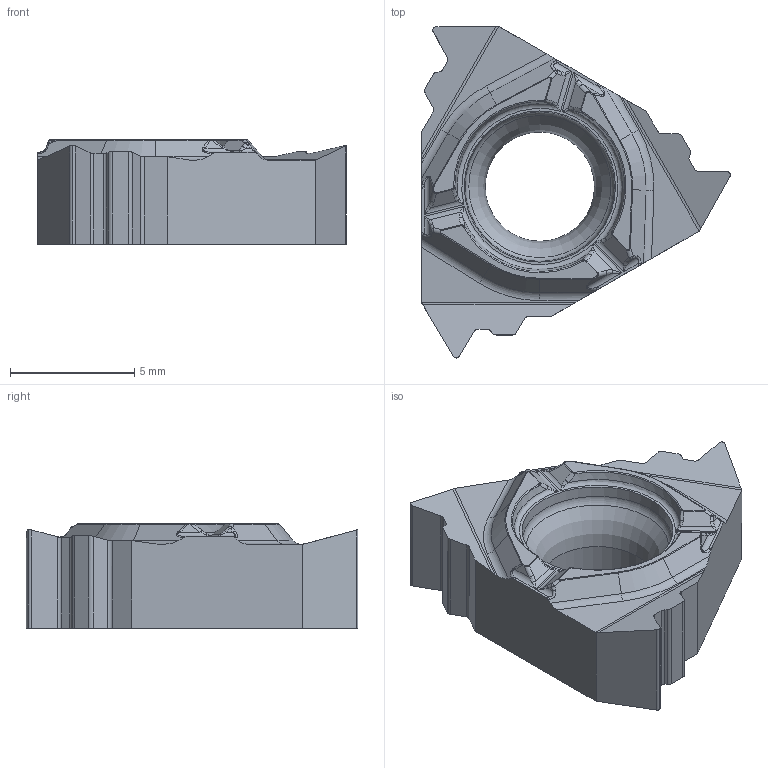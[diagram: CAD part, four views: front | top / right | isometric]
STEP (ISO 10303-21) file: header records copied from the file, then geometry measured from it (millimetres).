
FILE_DESCRIPTION(/* description */ (''),/* implementation_level */ '2;1');
FILE_NAME(/* name */ '1580971662443.stp',/* time_stamp */ '2020-02-06T12:17:52+06:00',/* author */ (''),/* organization */ ('SMS'),/* preprocessor_version */ 'ST-DEVELOPER v16.7',/* originating_system */ 'SIEMENS PLM Software NX 12.0',/* authorisation */ '');
FILE_SCHEMA (('AUTOMOTIVE_DESIGN { 1 0 10303 214 3 1 1 1 }'));
Length unit declared in the file: millimetre
Products named in the file (1): 202485445mod000_00
Bounding box: 12.44 x 13.37 x 4.2 mm (x, y, z)
Volume: 309.1 mm3; surface area: 394.7 mm2
Topology: 1 solids, 1 shells, 210 faces, 525 edges, 319 vertices
Faces by surface type: cylinder 79, plane 56, bspline 51, torus 14, cone 7, sphere 3
Full cylindrical faces by diameter (mm): 4.4 x1
Entity records: 7359 total; most frequent: CARTESIAN_POINT 2475, ORIENTED_EDGE 1036, DIRECTION 1015, EDGE_CURVE 518, AXIS2_PLACEMENT_3D 389, VERTEX_POINT 314, LINE 237, VECTOR 237
